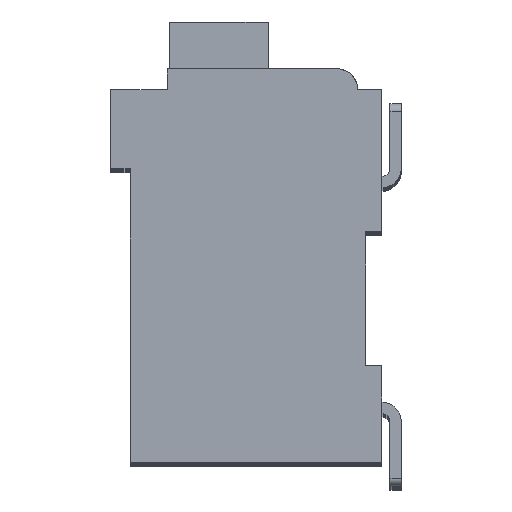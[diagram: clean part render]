
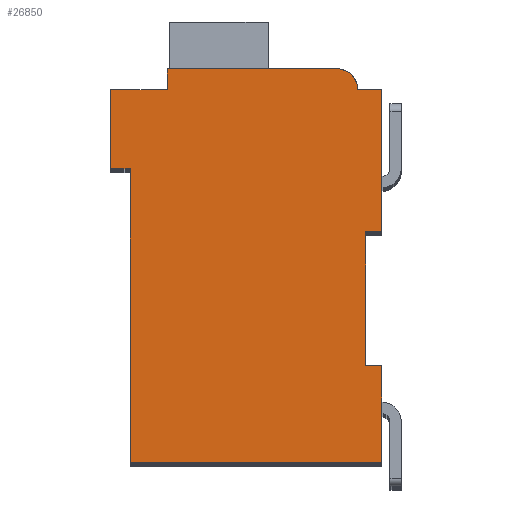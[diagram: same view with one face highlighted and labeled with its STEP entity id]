
A CAD part, top view. The second image highlights one B-rep face of the part: STEP entity #26850.
In plain terms, the highlighted planar face has unit normal (0, 0, 1).
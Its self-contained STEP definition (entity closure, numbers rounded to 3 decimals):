
#2994=DIRECTION('',(1.,0.,0.));
#2995=VECTOR('',#2994,0.5);
#2996=CARTESIAN_POINT('',(7.3,7.15,2.1));
#2997=LINE('',#2996,#2995);
#2998=DIRECTION('',(0.,1.,0.));
#2999=VECTOR('',#2998,4.15);
#3000=CARTESIAN_POINT('',(7.3,3.,2.1));
#3001=LINE('',#3000,#2999);
#3002=DIRECTION('',(-1.,0.,0.));
#3003=VECTOR('',#3002,0.5);
#3004=CARTESIAN_POINT('',(7.8,3.,2.1));
#3005=LINE('',#3004,#3003);
#3006=DIRECTION('',(0.,1.,0.));
#3007=VECTOR('',#3006,3.);
#3008=CARTESIAN_POINT('',(7.8,0.,2.1));
#3009=LINE('',#3008,#3007);
#3010=DIRECTION('',(1.,0.,0.));
#3011=VECTOR('',#3010,7.8);
#3012=CARTESIAN_POINT('',(0.,0.,2.1));
#3013=LINE('',#3012,#3011);
#3014=DIRECTION('',(0.,-1.,0.));
#3015=VECTOR('',#3014,9.1);
#3016=CARTESIAN_POINT('',(0.,9.1,2.1));
#3017=LINE('',#3016,#3015);
#3018=DIRECTION('',(1.,0.,0.));
#3019=VECTOR('',#3018,0.6);
#3020=CARTESIAN_POINT('',(-0.6,9.1,2.1));
#3021=LINE('',#3020,#3019);
#3022=DIRECTION('',(0.,-1.,0.));
#3023=VECTOR('',#3022,2.45);
#3024=CARTESIAN_POINT('',(-0.6,11.55,2.1));
#3025=LINE('',#3024,#3023);
#3026=DIRECTION('',(-1.,0.,0.));
#3027=VECTOR('',#3026,1.75);
#3028=CARTESIAN_POINT('',(1.15,11.55,2.1));
#3029=LINE('',#3028,#3027);
#3030=DIRECTION('',(0.,-1.,0.));
#3031=VECTOR('',#3030,0.65);
#3032=CARTESIAN_POINT('',(1.15,12.2,2.1));
#3033=LINE('',#3032,#3031);
#3034=DIRECTION('',(-1.,0.,0.));
#3035=VECTOR('',#3034,5.25);
#3036=CARTESIAN_POINT('',(6.4,12.2,2.1));
#3037=LINE('',#3036,#3035);
#3038=CARTESIAN_POINT('',(6.4,11.55,2.1));
#3039=DIRECTION('',(0.,0.,1.));
#3040=DIRECTION('',(1.,0.,0.));
#3041=AXIS2_PLACEMENT_3D('',#3038,#3039,#3040);
#3043=DIRECTION('',(-1.,0.,0.));
#3044=VECTOR('',#3043,0.75);
#3045=CARTESIAN_POINT('',(7.8,11.55,2.1));
#3046=LINE('',#3045,#3044);
#3047=DIRECTION('',(0.,1.,0.));
#3048=VECTOR('',#3047,4.4);
#3049=CARTESIAN_POINT('',(7.8,7.15,2.1));
#3050=LINE('',#3049,#3048);
#18691=CARTESIAN_POINT('',(7.3,7.15,2.1));
#18692=CARTESIAN_POINT('',(7.8,7.15,2.1));
#18693=VERTEX_POINT('',#18691);
#18694=VERTEX_POINT('',#18692);
#18695=CARTESIAN_POINT('',(7.8,11.55,2.1));
#18696=VERTEX_POINT('',#18695);
#18697=CARTESIAN_POINT('',(7.05,11.55,2.1));
#18698=VERTEX_POINT('',#18697);
#18699=CARTESIAN_POINT('',(6.4,12.2,2.1));
#18700=VERTEX_POINT('',#18699);
#18701=CARTESIAN_POINT('',(1.15,12.2,2.1));
#18702=VERTEX_POINT('',#18701);
#18703=CARTESIAN_POINT('',(1.15,11.55,2.1));
#18704=VERTEX_POINT('',#18703);
#18705=CARTESIAN_POINT('',(-0.6,11.55,2.1));
#18706=VERTEX_POINT('',#18705);
#18707=CARTESIAN_POINT('',(-0.6,9.1,2.1));
#18708=VERTEX_POINT('',#18707);
#18709=CARTESIAN_POINT('',(0.,9.1,2.1));
#18710=VERTEX_POINT('',#18709);
#18711=CARTESIAN_POINT('',(0.,0.,2.1));
#18712=VERTEX_POINT('',#18711);
#18713=CARTESIAN_POINT('',(7.8,0.,2.1));
#18714=VERTEX_POINT('',#18713);
#18715=CARTESIAN_POINT('',(7.8,3.,2.1));
#18716=VERTEX_POINT('',#18715);
#18717=CARTESIAN_POINT('',(7.3,3.,2.1));
#18718=VERTEX_POINT('',#18717);
#26820=CARTESIAN_POINT('',(0.,0.,2.1));
#26821=DIRECTION('',(0.,0.,1.));
#26822=DIRECTION('',(1.,0.,0.));
#26823=AXIS2_PLACEMENT_3D('',#26820,#26821,#26822);
#26824=PLANE('',#26823);
#26825=ORIENTED_EDGE('',*,*,#24524,.F.);
#26826=ORIENTED_EDGE('',*,*,#25447,.F.);
#26828=ORIENTED_EDGE('',*,*,#26827,.F.);
#26830=ORIENTED_EDGE('',*,*,#26829,.F.);
#26831=ORIENTED_EDGE('',*,*,#26357,.F.);
#26832=ORIENTED_EDGE('',*,*,#26186,.F.);
#26834=ORIENTED_EDGE('',*,*,#26833,.F.);
#26836=ORIENTED_EDGE('',*,*,#26835,.F.);
#26838=ORIENTED_EDGE('',*,*,#26837,.F.);
#26840=ORIENTED_EDGE('',*,*,#26839,.F.);
#26842=ORIENTED_EDGE('',*,*,#26841,.F.);
#26844=ORIENTED_EDGE('',*,*,#26843,.F.);
#26846=ORIENTED_EDGE('',*,*,#26845,.F.);
#26847=ORIENTED_EDGE('',*,*,#25023,.F.);
#26848=EDGE_LOOP('',(#26825,#26826,#26828,#26830,#26831,#26832,#26834,#26836,
#26838,#26840,#26842,#26844,#26846,#26847));
#26849=FACE_OUTER_BOUND('',#26848,.F.);
#3042=CIRCLE('',#3041,0.65);
#24524=EDGE_CURVE('',#18693,#18694,#2997,.T.);
#25023=EDGE_CURVE('',#18694,#18696,#3050,.T.);
#25447=EDGE_CURVE('',#18718,#18693,#3001,.T.);
#26186=EDGE_CURVE('',#18710,#18712,#3017,.T.);
#26357=EDGE_CURVE('',#18712,#18714,#3013,.T.);
#26827=EDGE_CURVE('',#18716,#18718,#3005,.T.);
#26829=EDGE_CURVE('',#18714,#18716,#3009,.T.);
#26833=EDGE_CURVE('',#18708,#18710,#3021,.T.);
#26835=EDGE_CURVE('',#18706,#18708,#3025,.T.);
#26837=EDGE_CURVE('',#18704,#18706,#3029,.T.);
#26839=EDGE_CURVE('',#18702,#18704,#3033,.T.);
#26841=EDGE_CURVE('',#18700,#18702,#3037,.T.);
#26843=EDGE_CURVE('',#18698,#18700,#3042,.T.);
#26845=EDGE_CURVE('',#18696,#18698,#3046,.T.);
#26850=ADVANCED_FACE('',(#26849),#26824,.T.);
